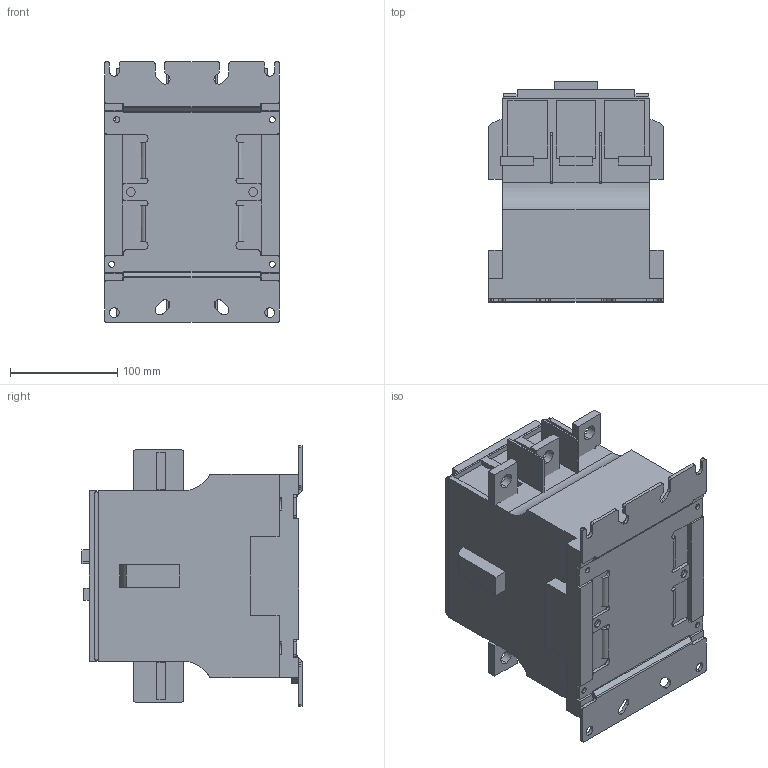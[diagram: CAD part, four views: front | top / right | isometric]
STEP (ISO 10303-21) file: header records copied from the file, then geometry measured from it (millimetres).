
FILE_DESCRIPTION (( 'STEP AP203' ), '1' );
FILE_NAME ('HMC-330A30-22-FB.step', '2022-11-01T18:12:56', ( '' ), ( '' ), 'SwSTEP 2.0', 'SolidWorks 2021', '' );
FILE_SCHEMA (( 'CONFIG_CONTROL_DESIGN' ));
Length unit declared in the file: inch
Products named in the file (1): HMC-330A30-22-FB
Bounding box: 163 x 205.2 x 243 mm (x, y, z)
Volume: 4786368.4 mm3; surface area: 355967.7 mm2
Topology: 9 solids, 9 shells, 491 faces, 1366 edges, 900 vertices
Faces by surface type: plane 308, cylinder 145, bspline 38
Entity records: 17387 total; most frequent: CARTESIAN_POINT 4760, ORIENTED_EDGE 2732, DIRECTION 2430, EDGE_CURVE 1366, VECTOR 934, LINE 934, VERTEX_POINT 900, AXIS2_PLACEMENT_3D 748
